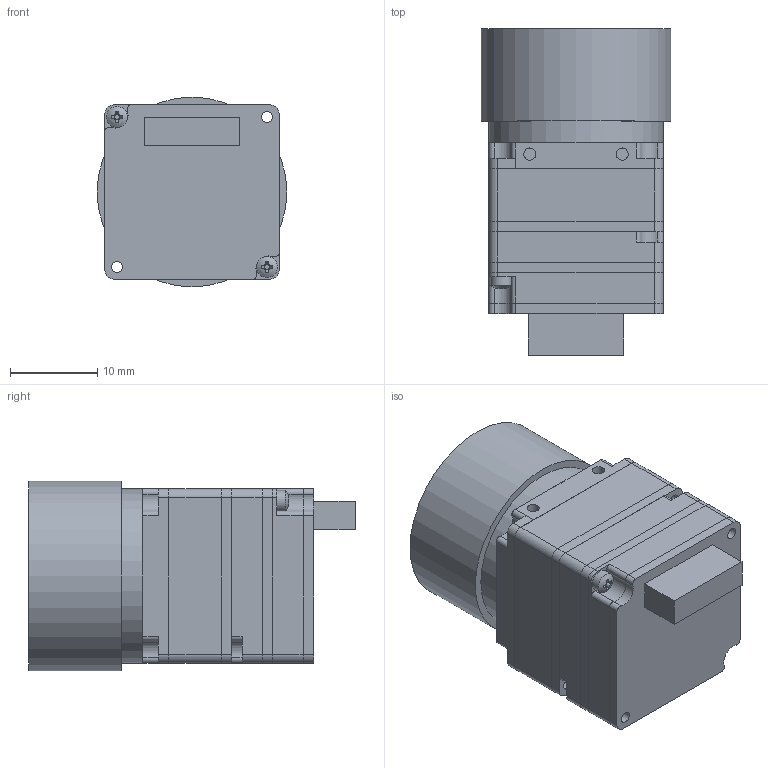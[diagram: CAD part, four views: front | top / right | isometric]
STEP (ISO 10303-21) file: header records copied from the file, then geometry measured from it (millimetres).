
FILE_DESCRIPTION(/* description */ (''),/* implementation_level */ '2;1');
FILE_NAME(/* name */ 'thermal_cam_640_cvbs v2.step',/* time_stamp */ '2025-04-02T14:05:13+03:00',/* author */ (''),/* organization */ (''),/* preprocessor_version */ 'ST-DEVELOPER v20.1',/* originating_system */ 'Autodesk Translation Framework v14.4.0.0',/* authorisation */ '');
FILE_SCHEMA (('AUTOMOTIVE_DESIGN { 1 0 10303 214 3 1 1 }'));
Length unit declared in the file: millimetre
Products named in the file (8): thermal_cam_640_cvbs; Component1; Component2; Component3; Component4; Component5; Component6; CRFHMSTI ANSI B18.6.3 - 0-80 x 1/8 Steel Grade 2 Plain
Assembly tree (8 placements, depth 2):
  thermal_cam_640_cvbs
    Component1
    Component2
    Component3
    Component4
    Component5
    Component6
    CRFHMSTI ANSI B18.6.3 - 0-80 x 1/8 Steel Grade 2 Plain  x2
Bounding box: 21.8 x 37.5 x 21.8 mm (x, y, z)
Volume: 10916.4 mm3; surface area: 10483.3 mm2
Topology: 10 solids, 10 shells, 219 faces, 553 edges, 366 vertices
Faces by surface type: cylinder 108, plane 105, sphere 4, cone 2
Full cylindrical faces by diameter (mm): 1.3 x26, 1.4 x4, 1.471 x2, 2.438 x2, 12 x1, 16 x1, 17.8 x2, 20 x1, 21.8 x1
Entity records: 6392 total; most frequent: DIRECTION 1141, CARTESIAN_POINT 1087, ORIENTED_EDGE 984, EDGE_CURVE 492, AXIS2_PLACEMENT_3D 441, VERTEX_POINT 327, EDGE_LOOP 261, LINE 259
